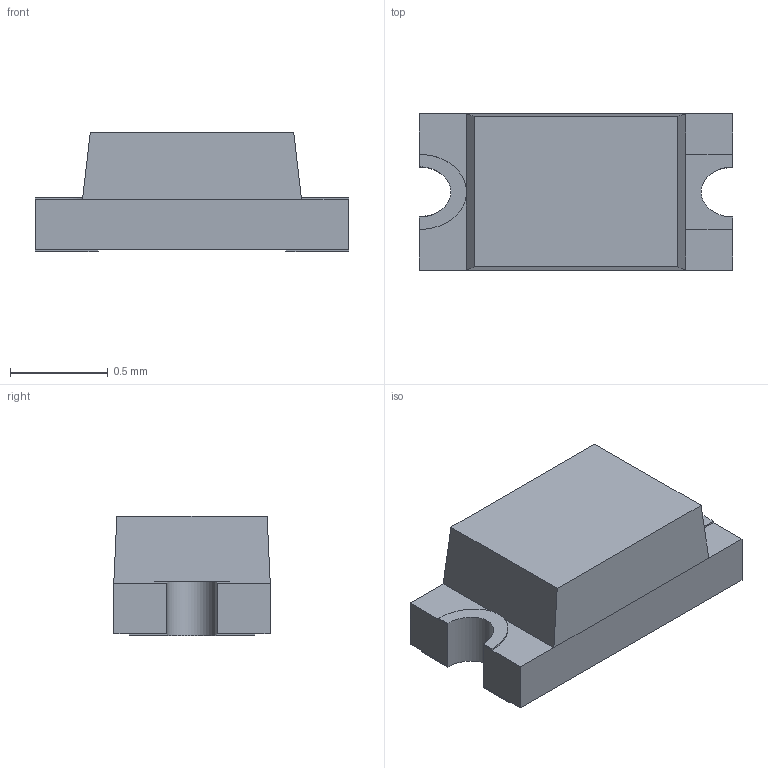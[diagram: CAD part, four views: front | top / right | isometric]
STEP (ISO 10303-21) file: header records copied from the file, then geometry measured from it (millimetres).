
FILE_DESCRIPTION(('FreeCAD Model'),'2;1');
FILE_NAME('led_0603.step','2016-02-18T00:06:51',( 'Author'),(''),'Open CASCADE STEP processor 6.8','FreeCAD','Unknown' );
FILE_SCHEMA(('AUTOMOTIVE_DESIGN_CC2 { 1 2 10303 214 -1 1 5 4 }'));
Length unit declared in the file: millimetre
Products named in the file (2): ASSEMBLY; led_0603
Assembly tree (1 placements, depth 2):
  ASSEMBLY
    led_0603
Bounding box: 1.6 x 0.8 x 0.61 mm (x, y, z)
Volume: 0.6 mm3; surface area: 5 mm2
Topology: 1 solids, 1 shells, 40 faces, 99 edges, 61 vertices
Faces by surface type: bspline 40
Entity records: 2549 total; most frequent: CARTESIAN_POINT 938, B_SPLINE_CURVE_WITH_KNOTS 283, ORIENTED_EDGE 198, PCURVE 198, DEFINITIONAL_REPRESENTATION 198, EDGE_CURVE 99, SURFACE_CURVE 99, VERTEX_POINT 61
